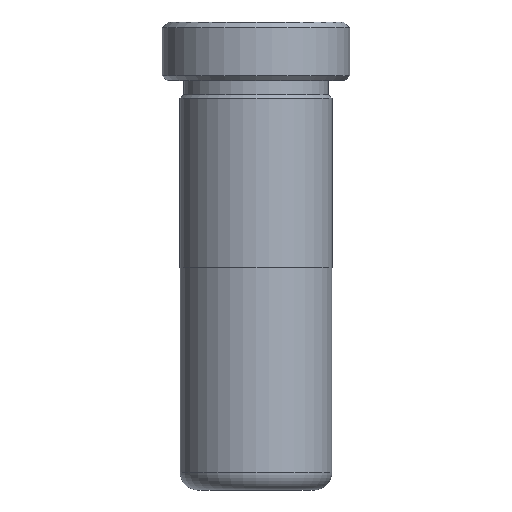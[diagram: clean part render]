
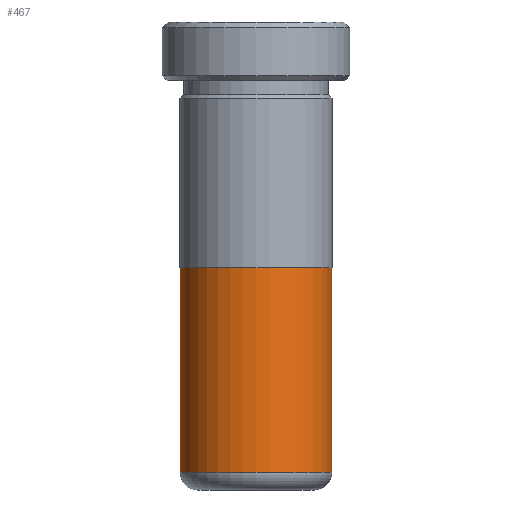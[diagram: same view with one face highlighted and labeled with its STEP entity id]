
A CAD part, front view. The second image highlights one B-rep face of the part: STEP entity #467.
In plain terms, the highlighted cylindrical face has radius 6.495 mm (diameter 12.99 mm), a partial arc.
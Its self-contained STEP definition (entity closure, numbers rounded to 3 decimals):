
#5 = VECTOR ( 'NONE', #1370, 1000. ) ;
#74 = VERTEX_POINT ( 'NONE', #917 ) ;
#80 = DIRECTION ( 'NONE',  ( -1., 0., 0. ) ) ;
#161 = CARTESIAN_POINT ( 'NONE',  ( -6.495, 0., 1.5 ) ) ;
#172 = VERTEX_POINT ( 'NONE', #1269 ) ;
#202 = DIRECTION ( 'NONE',  ( 0., 0., 1. ) ) ;
#209 = CARTESIAN_POINT ( 'NONE',  ( -6.495, 0., 35. ) ) ;
#260 = DIRECTION ( 'NONE',  ( 0., 0., 1. ) ) ;
#312 = EDGE_CURVE ( 'NONE', #74, #172, #1204, .T. ) ;
#323 = LINE ( 'NONE', #596, #5 ) ;
#382 = VERTEX_POINT ( 'NONE', #903 ) ;
#466 = EDGE_CURVE ( 'NONE', #738, #382, #962, .T. ) ;
#467 = ADVANCED_FACE ( 'NONE', ( #675 ), #924, .T. ) ;
#468 = EDGE_CURVE ( 'NONE', #172, #382, #323, .T. ) ;
#494 = EDGE_CURVE ( 'NONE', #74, #738, #1249, .T. ) ;
#594 = ORIENTED_EDGE ( 'NONE', *, *, #494, .T. ) ;
#596 = CARTESIAN_POINT ( 'NONE',  ( 6.495, 0., 35. ) ) ;
#675 = FACE_OUTER_BOUND ( 'NONE', #1478, .T. ) ;
#738 = VERTEX_POINT ( 'NONE', #161 ) ;
#824 = CARTESIAN_POINT ( 'NONE',  ( 0., 0., 35. ) ) ;
#894 = VECTOR ( 'NONE', #939, 1000. ) ;
#902 = ORIENTED_EDGE ( 'NONE', *, *, #466, .T. ) ;
#903 = CARTESIAN_POINT ( 'NONE',  ( 6.495, 0., 1.5 ) ) ;
#917 = CARTESIAN_POINT ( 'NONE',  ( -6.495, 0., 19. ) ) ;
#924 = CYLINDRICAL_SURFACE ( 'NONE', #1423, 6.495 ) ;
#931 = CARTESIAN_POINT ( 'NONE',  ( 0., 0., 1.5 ) ) ;
#939 = DIRECTION ( 'NONE',  ( 0., 0., -1. ) ) ;
#962 = CIRCLE ( 'NONE', #1203, 6.495 ) ;
#977 = CARTESIAN_POINT ( 'NONE',  ( 0., 0., 19. ) ) ;
#1046 = DIRECTION ( 'NONE',  ( 1., 0., 0. ) ) ;
#1096 = DIRECTION ( 'NONE',  ( 1., 0., 0. ) ) ;
#1203 = AXIS2_PLACEMENT_3D ( 'NONE', #931, #202, #1046 ) ;
#1204 = CIRCLE ( 'NONE', #1373, 6.495 ) ;
#1243 = ORIENTED_EDGE ( 'NONE', *, *, #468, .F. ) ;
#1249 = LINE ( 'NONE', #209, #894 ) ;
#1269 = CARTESIAN_POINT ( 'NONE',  ( 6.495, 0., 19. ) ) ;
#1363 = ORIENTED_EDGE ( 'NONE', *, *, #312, .F. ) ;
#1370 = DIRECTION ( 'NONE',  ( 0., 0., -1. ) ) ;
#1373 = AXIS2_PLACEMENT_3D ( 'NONE', #977, #260, #1096 ) ;
#1423 = AXIS2_PLACEMENT_3D ( 'NONE', #824, #1468, #80 ) ;
#1468 = DIRECTION ( 'NONE',  ( 0., 0., -1. ) ) ;
#1478 = EDGE_LOOP ( 'NONE', ( #1243, #1363, #594, #902 ) ) ;
